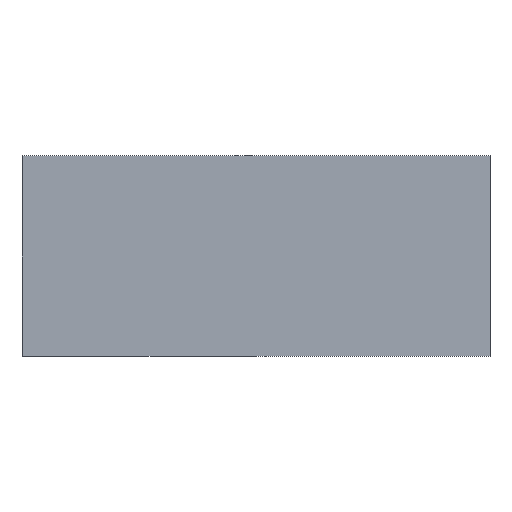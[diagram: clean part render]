
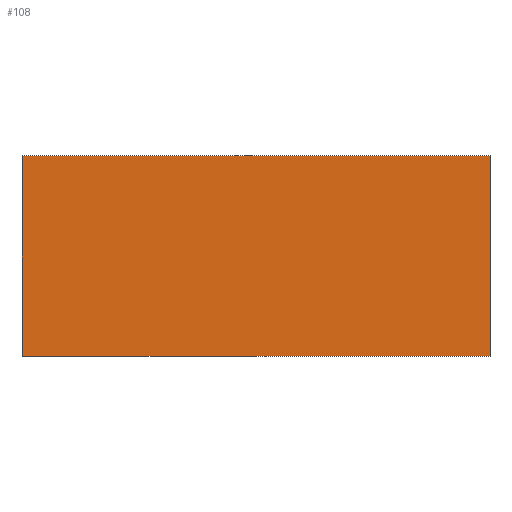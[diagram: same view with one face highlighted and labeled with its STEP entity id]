
A CAD part, top view. The second image highlights one B-rep face of the part: STEP entity #108.
In plain terms, the highlighted planar face has unit normal (0, 0, 1).
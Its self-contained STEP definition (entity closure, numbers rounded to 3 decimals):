
#1 = CARTESIAN_POINT ( 'NONE',  ( 0., 0., 2. ) ) ;
#2 = FACE_OUTER_BOUND ( 'NONE', #86, .T. ) ;
#3 = AXIS2_PLACEMENT_3D ( 'NONE', #1, #101, #56 ) ;
#4 = DIRECTION ( 'NONE',  ( -1., 0., 0. ) ) ;
#7 = DIRECTION ( 'NONE',  ( 0., 1., 0. ) ) ;
#9 = CARTESIAN_POINT ( 'NONE',  ( -350., -150., 2. ) ) ;
#11 = CARTESIAN_POINT ( 'NONE',  ( 350., 150., 2. ) ) ;
#20 = EDGE_CURVE ( 'NONE', #99, #98, #53, .T. ) ;
#24 = ORIENTED_EDGE ( 'NONE', *, *, #71, .T. ) ;
#26 = CARTESIAN_POINT ( 'NONE',  ( -350., 150., 2. ) ) ;
#27 = DIRECTION ( 'NONE',  ( 1., 0., 0. ) ) ;
#33 = VERTEX_POINT ( 'NONE', #9 ) ;
#42 = VECTOR ( 'NONE', #27, 1000. ) ;
#43 = VECTOR ( 'NONE', #7, 1000. ) ;
#49 = ORIENTED_EDGE ( 'NONE', *, *, #80, .T. ) ;
#50 = ORIENTED_EDGE ( 'NONE', *, *, #20, .T. ) ;
#51 = CARTESIAN_POINT ( 'NONE',  ( -350., 150., 2. ) ) ;
#53 = LINE ( 'NONE', #11, #43 ) ;
#56 = DIRECTION ( 'NONE',  ( 1., 0., 0. ) ) ;
#65 = CARTESIAN_POINT ( 'NONE',  ( -350., 150., 2. ) ) ;
#68 = LINE ( 'NONE', #159, #42 ) ;
#70 = DIRECTION ( 'NONE',  ( 0., -1., 0. ) ) ;
#71 = EDGE_CURVE ( 'NONE', #98, #112, #156, .T. ) ;
#80 = EDGE_CURVE ( 'NONE', #112, #33, #141, .T. ) ;
#82 = VECTOR ( 'NONE', #70, 1000. ) ;
#86 = EDGE_LOOP ( 'NONE', ( #50, #24, #49, #152 ) ) ;
#98 = VERTEX_POINT ( 'NONE', #140 ) ;
#99 = VERTEX_POINT ( 'NONE', #155 ) ;
#101 = DIRECTION ( 'NONE',  ( 0., 0., 1. ) ) ;
#108 = ADVANCED_FACE ( 'NONE', ( #2 ), #157, .T. ) ;
#112 = VERTEX_POINT ( 'NONE', #26 ) ;
#140 = CARTESIAN_POINT ( 'NONE',  ( 350., 150., 2. ) ) ;
#141 = LINE ( 'NONE', #51, #82 ) ;
#152 = ORIENTED_EDGE ( 'NONE', *, *, #158, .T. ) ;
#155 = CARTESIAN_POINT ( 'NONE',  ( 350., -150., 2. ) ) ;
#156 = LINE ( 'NONE', #65, #162 ) ;
#157 = PLANE ( 'NONE',  #3 ) ;
#158 = EDGE_CURVE ( 'NONE', #33, #99, #68, .T. ) ;
#159 = CARTESIAN_POINT ( 'NONE',  ( -350., -150., 2. ) ) ;
#162 = VECTOR ( 'NONE', #4, 1000. ) ;
